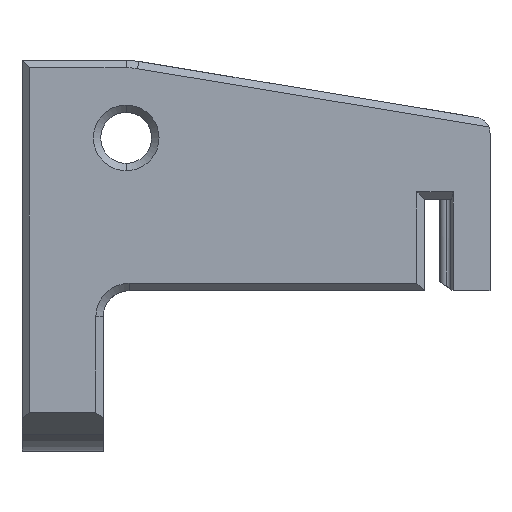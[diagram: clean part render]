
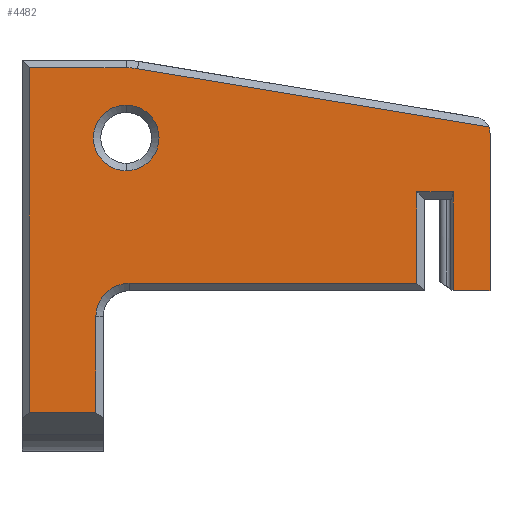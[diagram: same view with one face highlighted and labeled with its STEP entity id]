
A CAD part, left-side view. The second image highlights one B-rep face of the part: STEP entity #4482.
In plain terms, the highlighted planar face has unit normal (-1, 0, 0).
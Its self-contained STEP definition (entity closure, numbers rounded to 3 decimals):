
#32 = FACE_BOUND ( 'NONE', #3887, .T. ) ;
#35 = CARTESIAN_POINT ( 'NONE',  ( 0., 26.758, 12.01 ) ) ;
#46 = DIRECTION ( 'NONE',  ( 0., 0., -1. ) ) ;
#51 = CARTESIAN_POINT ( 'NONE',  ( 0., 22.258, -11.332 ) ) ;
#98 = DIRECTION ( 'NONE',  ( 0., 0., 1. ) ) ;
#105 = PLANE ( 'NONE',  #2473 ) ;
#117 = VECTOR ( 'NONE', #4776, 1000. ) ;
#124 = AXIS2_PLACEMENT_3D ( 'NONE', #1931, #5049, #2853 ) ;
#149 = VERTEX_POINT ( 'NONE', #2201 ) ;
#156 = VERTEX_POINT ( 'NONE', #5738 ) ;
#249 = EDGE_CURVE ( 'NONE', #4174, #156, #2059, .T. ) ;
#287 = CARTESIAN_POINT ( 'NONE',  ( 0., -4.45, 7.567 ) ) ;
#328 = CARTESIAN_POINT ( 'NONE',  ( 0., 0.5, 0. ) ) ;
#343 = CARTESIAN_POINT ( 'NONE',  ( 0., 26.758, -11.332 ) ) ;
#461 = CARTESIAN_POINT ( 'NONE',  ( 0., -4.45, -3.1 ) ) ;
#490 = ORIENTED_EDGE ( 'NONE', *, *, #2387, .T. ) ;
#515 = DIRECTION ( 'NONE',  ( -1., 0., 0. ) ) ;
#577 = ORIENTED_EDGE ( 'NONE', *, *, #3219, .T. ) ;
#582 = CARTESIAN_POINT ( 'NONE',  ( 0., -4.45, -3.1 ) ) ;
#594 = ORIENTED_EDGE ( 'NONE', *, *, #3356, .T. ) ;
#618 = DIRECTION ( 'NONE',  ( 0., 0., -1. ) ) ;
#717 = EDGE_CURVE ( 'NONE', #1446, #2327, #2426, .T. ) ;
#890 = LINE ( 'NONE', #1082, #2970 ) ;
#972 = VECTOR ( 'NONE', #4564, 1000. ) ;
#998 = EDGE_CURVE ( 'NONE', #149, #2780, #4808, .T. ) ;
#1041 = VERTEX_POINT ( 'NONE', #2631 ) ;
#1079 = DIRECTION ( 'NONE',  ( 1., 0., 0. ) ) ;
#1082 = CARTESIAN_POINT ( 'NONE',  ( 0., -4.45, 8.5 ) ) ;
#1109 = VECTOR ( 'NONE', #1565, 1000. ) ;
#1133 = CARTESIAN_POINT ( 'NONE',  ( 0., 27.258, 12.01 ) ) ;
#1163 = CARTESIAN_POINT ( 'NONE',  ( 0., -3.35, 7.567 ) ) ;
#1172 = VECTOR ( 'NONE', #4092, 1000. ) ;
#1190 = DIRECTION ( 'NONE',  ( 0., 0., 1. ) ) ;
#1317 = EDGE_CURVE ( 'NONE', #4151, #5445, #890, .T. ) ;
#1356 = CIRCLE ( 'NONE', #2391, 4.75 ) ;
#1371 = VECTOR ( 'NONE', #2390, 1000. ) ;
#1387 = LINE ( 'NONE', #2281, #1172 ) ;
#1430 = EDGE_CURVE ( 'NONE', #2327, #149, #2268, .T. ) ;
#1433 = CARTESIAN_POINT ( 'NONE',  ( 0., 19.424, 11.946 ) ) ;
#1446 = VERTEX_POINT ( 'NONE', #3400 ) ;
#1484 = DIRECTION ( 'NONE',  ( 0., 0., -1. ) ) ;
#1501 = DIRECTION ( 'NONE',  ( 1., 0., 0. ) ) ;
#1565 = DIRECTION ( 'NONE',  ( 0., 1., 0. ) ) ;
#1631 = CARTESIAN_POINT ( 'NONE',  ( 0., -1.95, -3.1 ) ) ;
#1881 = AXIS2_PLACEMENT_3D ( 'NONE', #3714, #1501, #1484 ) ;
#1890 = ORIENTED_EDGE ( 'NONE', *, *, #1317, .F. ) ;
#1893 = EDGE_CURVE ( 'NONE', #1041, #5149, #1356, .T. ) ;
#1931 = CARTESIAN_POINT ( 'NONE',  ( 0., 20.008, -4.85 ) ) ;
#2059 = CIRCLE ( 'NONE', #1881, 2.225 ) ;
#2073 = CARTESIAN_POINT ( 'NONE',  ( 0., 0., -2.6 ) ) ;
#2135 = CARTESIAN_POINT ( 'NONE',  ( 0., 20.2, 12.01 ) ) ;
#2187 = VECTOR ( 'NONE', #3241, 1000. ) ;
#2201 = CARTESIAN_POINT ( 'NONE',  ( 0., 0.5, -2.6 ) ) ;
#2268 = LINE ( 'NONE', #2073, #2616 ) ;
#2273 = CARTESIAN_POINT ( 'NONE',  ( 0., 20.2, 7.26 ) ) ;
#2281 = CARTESIAN_POINT ( 'NONE',  ( 0., 26.758, 0. ) ) ;
#2288 = CARTESIAN_POINT ( 'NONE',  ( 0., 21.758, -11.332 ) ) ;
#2327 = VERTEX_POINT ( 'NONE', #4948 ) ;
#2387 = EDGE_CURVE ( 'NONE', #156, #4174, #3728, .T. ) ;
#2390 = DIRECTION ( 'NONE',  ( 0., 1., 0. ) ) ;
#2391 = AXIS2_PLACEMENT_3D ( 'NONE', #2273, #515, #4143 ) ;
#2426 = CIRCLE ( 'NONE', #124, 2.25 ) ;
#2446 = EDGE_CURVE ( 'NONE', #4315, #1446, #3138, .T. ) ;
#2473 = AXIS2_PLACEMENT_3D ( 'NONE', #3339, #1079, #618 ) ;
#2518 = DIRECTION ( 'NONE',  ( -1., 0., 0. ) ) ;
#2547 = EDGE_CURVE ( 'NONE', #4233, #2874, #5313, .T. ) ;
#2607 = VERTEX_POINT ( 'NONE', #2926 ) ;
#2616 = VECTOR ( 'NONE', #5691, 1000. ) ;
#2631 = CARTESIAN_POINT ( 'NONE',  ( 0., 19.424, 11.946 ) ) ;
#2695 = FACE_OUTER_BOUND ( 'NONE', #5094, .T. ) ;
#2738 = EDGE_CURVE ( 'NONE', #5324, #4236, #1387, .T. ) ;
#2750 = DIRECTION ( 'NONE',  ( 0., 1., 0. ) ) ;
#2779 = EDGE_CURVE ( 'NONE', #2607, #1041, #3196, .T. ) ;
#2780 = VERTEX_POINT ( 'NONE', #4501 ) ;
#2853 = DIRECTION ( 'NONE',  ( 0., 0., -1. ) ) ;
#2874 = VERTEX_POINT ( 'NONE', #3497 ) ;
#2926 = CARTESIAN_POINT ( 'NONE',  ( 0., -4.358, 8.008 ) ) ;
#2970 = VECTOR ( 'NONE', #3273, 1000. ) ;
#3034 = CARTESIAN_POINT ( 'NONE',  ( 0., -1.95, -3.1 ) ) ;
#3052 = EDGE_CURVE ( 'NONE', #4315, #4236, #4247, .T. ) ;
#3138 = LINE ( 'NONE', #5500, #3216 ) ;
#3185 = CIRCLE ( 'NONE', #3760, 1.1 ) ;
#3196 = LINE ( 'NONE', #1433, #972 ) ;
#3216 = VECTOR ( 'NONE', #98, 1000. ) ;
#3219 = EDGE_CURVE ( 'NONE', #5149, #5324, #3960, .T. ) ;
#3241 = DIRECTION ( 'NONE',  ( 0., -1., 0. ) ) ;
#3273 = DIRECTION ( 'NONE',  ( 0., 0., -1. ) ) ;
#3289 = CARTESIAN_POINT ( 'NONE',  ( 0., 0., 3.6 ) ) ;
#3339 = CARTESIAN_POINT ( 'NONE',  ( 0., 0., 0. ) ) ;
#3356 = EDGE_CURVE ( 'NONE', #4151, #2607, #3185, .T. ) ;
#3400 = CARTESIAN_POINT ( 'NONE',  ( 0., 22.258, -4.85 ) ) ;
#3428 = ORIENTED_EDGE ( 'NONE', *, *, #249, .T. ) ;
#3497 = CARTESIAN_POINT ( 'NONE',  ( 0., -1.95, 3.6 ) ) ;
#3503 = ORIENTED_EDGE ( 'NONE', *, *, #1893, .T. ) ;
#3564 = ORIENTED_EDGE ( 'NONE', *, *, #3052, .F. ) ;
#3567 = CARTESIAN_POINT ( 'NONE',  ( 0., 20.2, 7.26 ) ) ;
#3587 = DIRECTION ( 'NONE',  ( 1., 0., 0. ) ) ;
#3622 = VECTOR ( 'NONE', #1190, 1000. ) ;
#3668 = EDGE_CURVE ( 'NONE', #5445, #4233, #3755, .T. ) ;
#3714 = CARTESIAN_POINT ( 'NONE',  ( 0., 20.2, 7.26 ) ) ;
#3728 = CIRCLE ( 'NONE', #3818, 2.225 ) ;
#3755 = LINE ( 'NONE', #461, #1371 ) ;
#3759 = ORIENTED_EDGE ( 'NONE', *, *, #3778, .T. ) ;
#3760 = AXIS2_PLACEMENT_3D ( 'NONE', #1163, #2518, #4817 ) ;
#3778 = EDGE_CURVE ( 'NONE', #2780, #2874, #4603, .T. ) ;
#3781 = ORIENTED_EDGE ( 'NONE', *, *, #3668, .F. ) ;
#3818 = AXIS2_PLACEMENT_3D ( 'NONE', #3567, #3587, #46 ) ;
#3845 = ORIENTED_EDGE ( 'NONE', *, *, #998, .T. ) ;
#3887 = EDGE_LOOP ( 'NONE', ( #490, #3428 ) ) ;
#3960 = LINE ( 'NONE', #1133, #1109 ) ;
#4092 = DIRECTION ( 'NONE',  ( 0., 0., -1. ) ) ;
#4143 = DIRECTION ( 'NONE',  ( 0., 0., -1. ) ) ;
#4151 = VERTEX_POINT ( 'NONE', #287 ) ;
#4174 = VERTEX_POINT ( 'NONE', #5212 ) ;
#4233 = VERTEX_POINT ( 'NONE', #3034 ) ;
#4236 = VERTEX_POINT ( 'NONE', #343 ) ;
#4247 = LINE ( 'NONE', #2288, #5381 ) ;
#4315 = VERTEX_POINT ( 'NONE', #51 ) ;
#4411 = ORIENTED_EDGE ( 'NONE', *, *, #2779, .T. ) ;
#4482 = ADVANCED_FACE ( 'NONE', ( #32, #2695 ), #105, .F. ) ;
#4501 = CARTESIAN_POINT ( 'NONE',  ( 0., 0.5, 3.6 ) ) ;
#4564 = DIRECTION ( 'NONE',  ( 0., 0.987, 0.163 ) ) ;
#4603 = LINE ( 'NONE', #3289, #2187 ) ;
#4776 = DIRECTION ( 'NONE',  ( 0., 0., 1. ) ) ;
#4808 = LINE ( 'NONE', #328, #3622 ) ;
#4817 = DIRECTION ( 'NONE',  ( 0., 0., -1. ) ) ;
#4948 = CARTESIAN_POINT ( 'NONE',  ( 0., 20.008, -2.6 ) ) ;
#5049 = DIRECTION ( 'NONE',  ( 1., 0., 0. ) ) ;
#5094 = EDGE_LOOP ( 'NONE', ( #1890, #594, #4411, #3503, #577, #5723, #3564, #5379, #5654, #5615, #3845, #3759, #5780, #3781 ) ) ;
#5149 = VERTEX_POINT ( 'NONE', #2135 ) ;
#5212 = CARTESIAN_POINT ( 'NONE',  ( 0., 20.2, 5.035 ) ) ;
#5313 = LINE ( 'NONE', #1631, #117 ) ;
#5324 = VERTEX_POINT ( 'NONE', #35 ) ;
#5379 = ORIENTED_EDGE ( 'NONE', *, *, #2446, .T. ) ;
#5381 = VECTOR ( 'NONE', #2750, 1000. ) ;
#5445 = VERTEX_POINT ( 'NONE', #582 ) ;
#5500 = CARTESIAN_POINT ( 'NONE',  ( 0., 22.258, 0. ) ) ;
#5615 = ORIENTED_EDGE ( 'NONE', *, *, #1430, .T. ) ;
#5654 = ORIENTED_EDGE ( 'NONE', *, *, #717, .T. ) ;
#5691 = DIRECTION ( 'NONE',  ( 0., -1., 0. ) ) ;
#5723 = ORIENTED_EDGE ( 'NONE', *, *, #2738, .T. ) ;
#5738 = CARTESIAN_POINT ( 'NONE',  ( 0., 20.2, 9.485 ) ) ;
#5780 = ORIENTED_EDGE ( 'NONE', *, *, #2547, .F. ) ;
